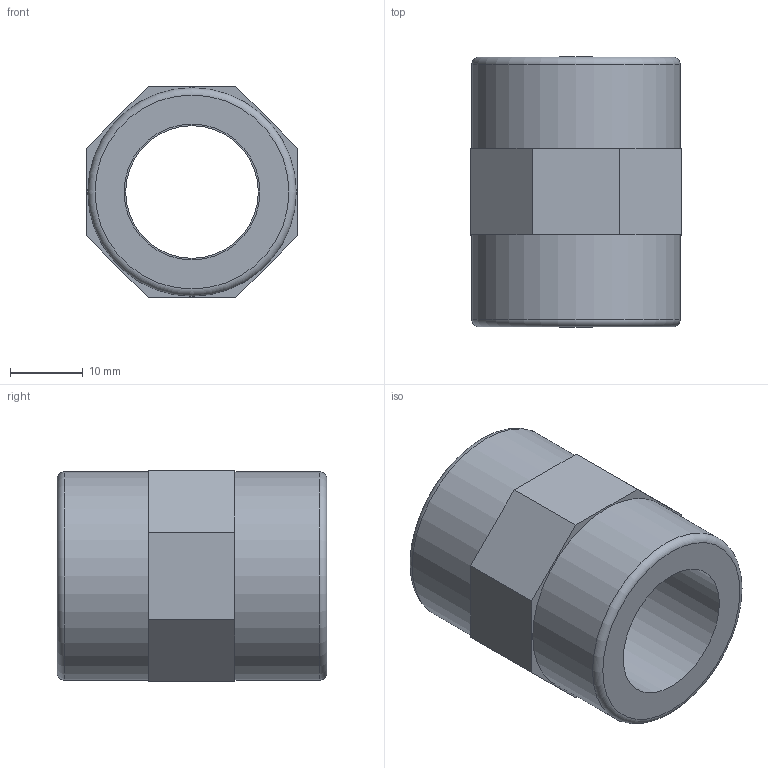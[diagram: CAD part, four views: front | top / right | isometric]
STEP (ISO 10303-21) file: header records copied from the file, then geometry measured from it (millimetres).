
FILE_DESCRIPTION(/* description */ (''),/* implementation_level */ '2;1');
FILE_NAME(/* name */ 'MIFV020012.ipt.stp',/* time_stamp */ '2014-06-06T15:26:53+02:00',/* author */ ('bfaro'),/* organization */ (''),/* preprocessor_version */ 'ST-DEVELOPER v15.6',/* originating_system */ 'Autodesk Inventor 2015',/* authorisation */ '');
FILE_SCHEMA (('AUTOMOTIVE_DESIGN { 1 0 10303 214 3 1 1 }'));
Length unit declared in the file: millimetre
Products named in the file (1): MIFV020012
Bounding box: 29 x 37 x 29 mm (x, y, z)
Volume: 13647 mm3; surface area: 6425.5 mm2
Topology: 1 solids, 1 shells, 21 faces, 46 edges, 31 vertices
Faces by surface type: plane 14, cylinder 5, torus 2
Full cylindrical faces by diameter (mm): 18.2 x1, 18.631 x1, 20 x1, 28.6 x2
Entity records: 554 total; most frequent: DIRECTION 92, CARTESIAN_POINT 86, ORIENTED_EDGE 72, EDGE_CURVE 36, EDGE_LOOP 34, AXIS2_PLACEMENT_3D 34, VERTEX_POINT 28, LINE 24
